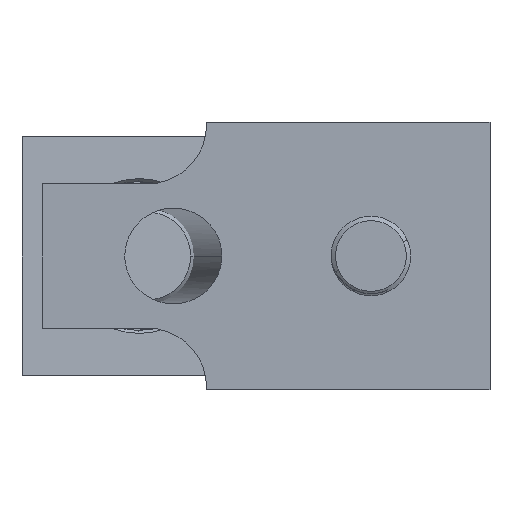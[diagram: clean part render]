
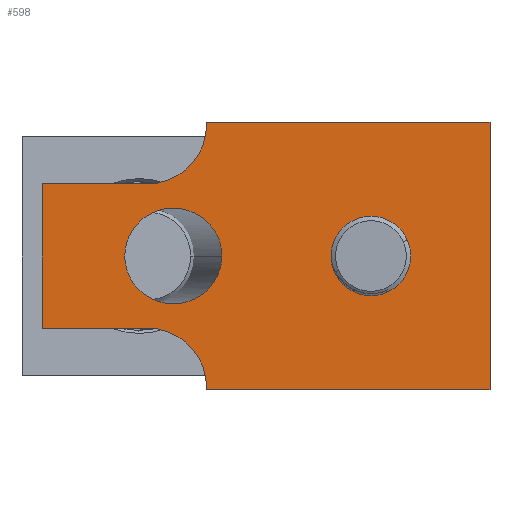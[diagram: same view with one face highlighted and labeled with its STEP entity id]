
A CAD part, front view. The second image highlights one B-rep face of the part: STEP entity #598.
In plain terms, the highlighted planar face has unit normal (0, -1, 0).
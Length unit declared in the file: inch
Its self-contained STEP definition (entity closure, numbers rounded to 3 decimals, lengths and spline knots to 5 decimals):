
#55 = ORIENTED_EDGE ( 'NONE', *, *, #3385, .F. ) ;
#144 = VECTOR ( 'NONE', #7048, 39.37008 ) ;
#188 = CARTESIAN_POINT ( 'NONE',  ( 0.44, -0.5625, 0.5525 ) ) ;
#243 = CARTESIAN_POINT ( 'NONE',  ( 0.75423, -0.5625, -0.40157 ) ) ;
#279 = CIRCLE ( 'NONE', #9184, 0.16732 ) ;
#326 = CARTESIAN_POINT ( 'NONE',  ( 0.69, -0.5625, 0. ) ) ;
#477 = ORIENTED_EDGE ( 'NONE', *, *, #9461, .F. ) ;
#486 = AXIS2_PLACEMENT_3D ( 'NONE', #3571, #8971, #4347 ) ;
#598 = ADVANCED_FACE ( 'NONE', ( #2902, #855, #8802 ), #2859, .F. ) ;
#768 = EDGE_CURVE ( 'NONE', #9492, #5724, #4461, .T. ) ;
#771 = VERTEX_POINT ( 'NONE', #3236 ) ;
#855 = FACE_BOUND ( 'NONE', #2130, .T. ) ;
#946 = DIRECTION ( 'NONE',  ( 0., 0., 1. ) ) ;
#949 = CARTESIAN_POINT ( 'NONE',  ( 0.34646, -0.5625, 0.40157 ) ) ;
#974 = AXIS2_PLACEMENT_3D ( 'NONE', #7229, #1852, #6433 ) ;
#1037 = VERTEX_POINT ( 'NONE', #5390 ) ;
#1280 = ORIENTED_EDGE ( 'NONE', *, *, #2621, .T. ) ;
#1432 = CARTESIAN_POINT ( 'NONE',  ( 1.88, -0.5625, 0. ) ) ;
#1794 = CARTESIAN_POINT ( 'NONE',  ( 0.34646, -0.5625, -0.40157 ) ) ;
#1852 = DIRECTION ( 'NONE',  ( 0., 1., 0. ) ) ;
#2004 = EDGE_CURVE ( 'NONE', #6867, #4787, #8134, .T. ) ;
#2130 = EDGE_LOOP ( 'NONE', ( #3814, #3408 ) ) ;
#2189 = CIRCLE ( 'NONE', #486, 0.25 ) ;
#2202 = CIRCLE ( 'NONE', #3887, 0.16732 ) ;
#2236 = ORIENTED_EDGE ( 'NONE', *, *, #3654, .T. ) ;
#2312 = LINE ( 'NONE', #6202, #4343 ) ;
#2365 = CARTESIAN_POINT ( 'NONE',  ( 0.69, -0.5625, 0.5525 ) ) ;
#2462 =( BOUNDED_CURVE ( )  B_SPLINE_CURVE ( 3, ( #5618, #243, #1794, #7172 ),
 .UNSPECIFIED., .F., .F. ) 
 B_SPLINE_CURVE_WITH_KNOTS ( ( 4, 4 ),
 ( 3.14159, 6.28319 ),
 .UNSPECIFIED. ) 
 CURVE ( )  GEOMETRIC_REPRESENTATION_ITEM ( )  RATIONAL_B_SPLINE_CURVE ( ( 1., 0.333, 0.333, 1. ) ) 
 REPRESENTATION_ITEM ( '' )  );
#2621 = EDGE_CURVE ( 'NONE', #7428, #4861, #4983, .T. ) ;
#2680 = ORIENTED_EDGE ( 'NONE', *, *, #5522, .F. ) ;
#2779 = VECTOR ( 'NONE', #4548, 39.37008 ) ;
#2794 = DIRECTION ( 'NONE',  ( -1., 0., 0. ) ) ;
#2859 = PLANE ( 'NONE',  #974 ) ;
#2861 = CARTESIAN_POINT ( 'NONE',  ( 0., -0.5625, 0. ) ) ;
#2901 = CARTESIAN_POINT ( 'NONE',  ( 1.38, -0.5625, 0. ) ) ;
#2902 = FACE_BOUND ( 'NONE', #9144, .T. ) ;
#2942 = VECTOR ( 'NONE', #9707, 39.37008 ) ;
#3063 = VERTEX_POINT ( 'NONE', #7562 ) ;
#3136 = LINE ( 'NONE', #8151, #9740 ) ;
#3148 = VERTEX_POINT ( 'NONE', #9935 ) ;
#3179 = VECTOR ( 'NONE', #4098, 39.37008 ) ;
#3236 = CARTESIAN_POINT ( 'NONE',  ( 0.75423, -0.5625, 0. ) ) ;
#3268 = CARTESIAN_POINT ( 'NONE',  ( 0.75423, -0.5625, 0. ) ) ;
#3363 = CARTESIAN_POINT ( 'NONE',  ( 0., -0.5625, 0.3025 ) ) ;
#3385 = EDGE_CURVE ( 'NONE', #7910, #6940, #7276, .T. ) ;
#3408 = ORIENTED_EDGE ( 'NONE', *, *, #7788, .T. ) ;
#3571 = CARTESIAN_POINT ( 'NONE',  ( 0.44, -0.5625, -0.5525 ) ) ;
#3654 = EDGE_CURVE ( 'NONE', #5724, #6867, #9659, .T. ) ;
#3663 = DIRECTION ( 'NONE',  ( 0., 0., 1. ) ) ;
#3814 = ORIENTED_EDGE ( 'NONE', *, *, #8053, .T. ) ;
#3887 = AXIS2_PLACEMENT_3D ( 'NONE', #2901, #8293, #3663 ) ;
#4003 = DIRECTION ( 'NONE',  ( 0., 1., 0. ) ) ;
#4098 = DIRECTION ( 'NONE',  ( 0., 0., 1. ) ) ;
#4203 = ORIENTED_EDGE ( 'NONE', *, *, #7344, .T. ) ;
#4275 = CARTESIAN_POINT ( 'NONE',  ( 0., -0.5625, 0.3025 ) ) ;
#4343 = VECTOR ( 'NONE', #7767, 39.37008 ) ;
#4347 = DIRECTION ( 'NONE',  ( 0., 0., 1. ) ) ;
#4461 = LINE ( 'NONE', #4275, #144 ) ;
#4548 = DIRECTION ( 'NONE',  ( 0., 0., -1. ) ) ;
#4606 = ORIENTED_EDGE ( 'NONE', *, *, #8042, .T. ) ;
#4787 = VERTEX_POINT ( 'NONE', #9306 ) ;
#4825 = LINE ( 'NONE', #1432, #2779 ) ;
#4861 = VERTEX_POINT ( 'NONE', #5600 ) ;
#4915 = ORIENTED_EDGE ( 'NONE', *, *, #9197, .T. ) ;
#4983 = LINE ( 'NONE', #326, #2942 ) ;
#5081 = VERTEX_POINT ( 'NONE', #8899 ) ;
#5142 = EDGE_CURVE ( 'NONE', #3148, #1037, #2202, .T. ) ;
#5174 = VERTEX_POINT ( 'NONE', #9057 ) ;
#5225 = DIRECTION ( 'NONE',  ( 1., 0., 0. ) ) ;
#5384 = CARTESIAN_POINT ( 'NONE',  ( 0.44, -0.5625, 0.3025 ) ) ;
#5390 = CARTESIAN_POINT ( 'NONE',  ( 1.38, -0.5625, -0.16732 ) ) ;
#5522 = EDGE_CURVE ( 'NONE', #5174, #4861, #2312, .T. ) ;
#5554 = DIRECTION ( 'NONE',  ( 0., 1., 0. ) ) ;
#5600 = CARTESIAN_POINT ( 'NONE',  ( 0.69, -0.5625, -0.5625 ) ) ;
#5618 = CARTESIAN_POINT ( 'NONE',  ( 0.75423, -0.5625, 0. ) ) ;
#5724 = VERTEX_POINT ( 'NONE', #3363 ) ;
#6202 = CARTESIAN_POINT ( 'NONE',  ( 1.88, -0.5625, -0.5625 ) ) ;
#6320 = CARTESIAN_POINT ( 'NONE',  ( 0.34646, -0.5625, 0. ) ) ;
#6411 = CARTESIAN_POINT ( 'NONE',  ( 0.69, -0.5625, -0.5525 ) ) ;
#6433 = DIRECTION ( 'NONE',  ( 0., 0., 1. ) ) ;
#6720 = CARTESIAN_POINT ( 'NONE',  ( 0., -0.5625, -0.3025 ) ) ;
#6867 = VERTEX_POINT ( 'NONE', #6720 ) ;
#6940 = VERTEX_POINT ( 'NONE', #9893 ) ;
#7048 = DIRECTION ( 'NONE',  ( -1., 0., 0. ) ) ;
#7135 = EDGE_LOOP ( 'NONE', ( #7479, #4915, #1280, #2680, #477, #8393, #55, #4203, #9815, #2236 ) ) ;
#7172 = CARTESIAN_POINT ( 'NONE',  ( 0.34646, -0.5625, 0. ) ) ;
#7229 = CARTESIAN_POINT ( 'NONE',  ( 1.88, -0.5625, 0. ) ) ;
#7276 = LINE ( 'NONE', #7930, #3179 ) ;
#7344 = EDGE_CURVE ( 'NONE', #7910, #9492, #9882, .T. ) ;
#7428 = VERTEX_POINT ( 'NONE', #6411 ) ;
#7479 = ORIENTED_EDGE ( 'NONE', *, *, #2004, .T. ) ;
#7562 = CARTESIAN_POINT ( 'NONE',  ( 0.34646, -0.5625, 0. ) ) ;
#7639 = VECTOR ( 'NONE', #8993, 39.37008 ) ;
#7767 = DIRECTION ( 'NONE',  ( -1., 0., 0. ) ) ;
#7788 = EDGE_CURVE ( 'NONE', #771, #3063, #2462, .T. ) ;
#7891 = CARTESIAN_POINT ( 'NONE',  ( 0.75423, -0.5625, 0.40157 ) ) ;
#7897 = VECTOR ( 'NONE', #5225, 39.37008 ) ;
#7910 = VERTEX_POINT ( 'NONE', #2365 ) ;
#7930 = CARTESIAN_POINT ( 'NONE',  ( 0.69, -0.5625, 0. ) ) ;
#8042 = EDGE_CURVE ( 'NONE', #1037, #3148, #279, .T. ) ;
#8053 = EDGE_CURVE ( 'NONE', #3063, #771, #9253, .T. ) ;
#8134 = LINE ( 'NONE', #8244, #7897 ) ;
#8151 = CARTESIAN_POINT ( 'NONE',  ( 1.88, -0.5625, 0.5625 ) ) ;
#8244 = CARTESIAN_POINT ( 'NONE',  ( 0., -0.5625, -0.3025 ) ) ;
#8293 = DIRECTION ( 'NONE',  ( 0., 1., 0. ) ) ;
#8374 = ORIENTED_EDGE ( 'NONE', *, *, #5142, .T. ) ;
#8393 = ORIENTED_EDGE ( 'NONE', *, *, #9839, .T. ) ;
#8542 = AXIS2_PLACEMENT_3D ( 'NONE', #188, #5554, #946 ) ;
#8626 = CARTESIAN_POINT ( 'NONE',  ( 1.38, -0.5625, 0. ) ) ;
#8802 = FACE_OUTER_BOUND ( 'NONE', #7135, .T. ) ;
#8899 = CARTESIAN_POINT ( 'NONE',  ( 1.88, -0.5625, 0.5625 ) ) ;
#8971 = DIRECTION ( 'NONE',  ( 0., 1., 0. ) ) ;
#8993 = DIRECTION ( 'NONE',  ( 0., 0., -1. ) ) ;
#9057 = CARTESIAN_POINT ( 'NONE',  ( 1.88, -0.5625, -0.5625 ) ) ;
#9144 = EDGE_LOOP ( 'NONE', ( #8374, #4606 ) ) ;
#9184 = AXIS2_PLACEMENT_3D ( 'NONE', #8626, #4003, #9389 ) ;
#9197 = EDGE_CURVE ( 'NONE', #4787, #7428, #2189, .T. ) ;
#9253 =( BOUNDED_CURVE ( )  B_SPLINE_CURVE ( 3, ( #6320, #949, #7891, #3268 ),
 .UNSPECIFIED., .F., .F. ) 
 B_SPLINE_CURVE_WITH_KNOTS ( ( 4, 4 ),
 ( 0., 3.14159 ),
 .UNSPECIFIED. ) 
 CURVE ( )  GEOMETRIC_REPRESENTATION_ITEM ( )  RATIONAL_B_SPLINE_CURVE ( ( 1., 0.333, 0.333, 1. ) ) 
 REPRESENTATION_ITEM ( '' )  );
#9306 = CARTESIAN_POINT ( 'NONE',  ( 0.44, -0.5625, -0.3025 ) ) ;
#9389 = DIRECTION ( 'NONE',  ( 0., 0., 1. ) ) ;
#9461 = EDGE_CURVE ( 'NONE', #5081, #5174, #4825, .T. ) ;
#9492 = VERTEX_POINT ( 'NONE', #5384 ) ;
#9659 = LINE ( 'NONE', #2861, #7639 ) ;
#9707 = DIRECTION ( 'NONE',  ( 0., 0., -1. ) ) ;
#9740 = VECTOR ( 'NONE', #2794, 39.37008 ) ;
#9815 = ORIENTED_EDGE ( 'NONE', *, *, #768, .T. ) ;
#9839 = EDGE_CURVE ( 'NONE', #5081, #6940, #3136, .T. ) ;
#9882 = CIRCLE ( 'NONE', #8542, 0.25 ) ;
#9893 = CARTESIAN_POINT ( 'NONE',  ( 0.69, -0.5625, 0.5625 ) ) ;
#9935 = CARTESIAN_POINT ( 'NONE',  ( 1.38, -0.5625, 0.16732 ) ) ;
